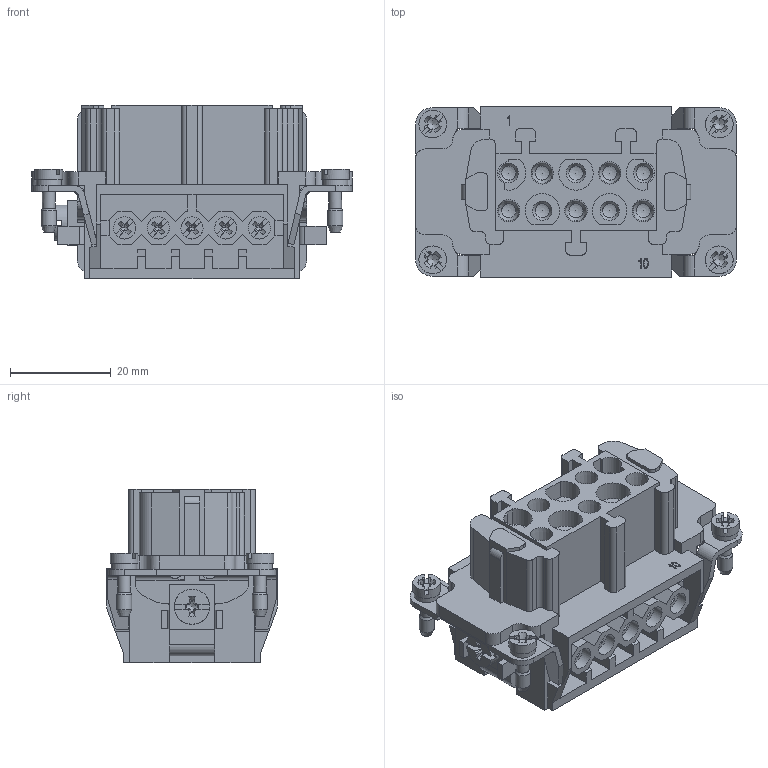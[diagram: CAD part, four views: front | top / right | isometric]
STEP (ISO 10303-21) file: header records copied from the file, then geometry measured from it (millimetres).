
FILE_DESCRIPTION(/* description */ (''),/* implementation_level */ '2;1');
FILE_NAME(/* name */ '100094960ugm000_d.stp',/* time_stamp */ '2019-04-10T09:17:16+02:00',/* author */ (''),/* organization */ (''),/* preprocessor_version */ 'ST-DEVELOPER v16.7',/* originating_system */ 'SIEMENS PLM Software NX 12.0',/* authorisation */ '');
FILE_SCHEMA (('AUTOMOTIVE_DESIGN { 1 0 10303 214 3 1 1 1 }'));
Products named in the file (1): 100094960ugm000_d
Bounding box: 63.85 x 33.9 x 34.6 mm (x, y, z)
Surface area: 18970.8 mm2 (no closed solid volume)
Topology: 0 solids, 1 shells, 1748 faces, 5014 edges, 3357 vertices
Faces by surface type: plane 1041, bspline 270, cylinder 247, cone 118, extrusion 62, torus 10
Full cylindrical faces by diameter (mm): 0.335 x1, 0.492 x1, 2.438 x2, 2.5 x6, 2.8 x9, 2.85 x11, 3 x4, 3.128 x10, 3.2 x16, 4.4 x5, 5 x4, 5.5 x4, 7 x1
Entity records: 79916 total; most frequent: CARTESIAN_POINT 25582, ORIENTED_EDGE 9350, DIRECTION 7394, EDGE_CURVE 4675, VERTEX_POINT 3127, VECTOR 2856, LINE 2794, AXIS2_PLACEMENT_3D 2269
